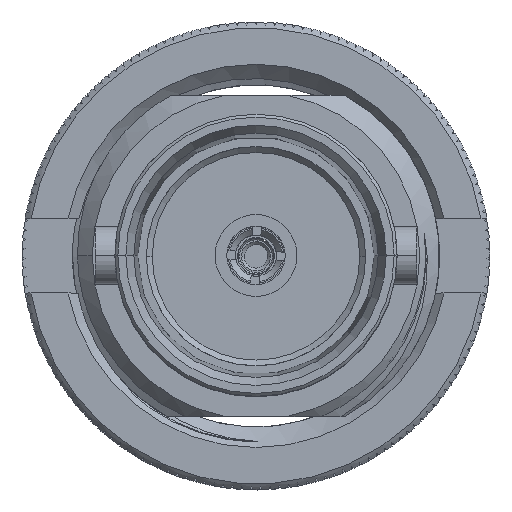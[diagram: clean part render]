
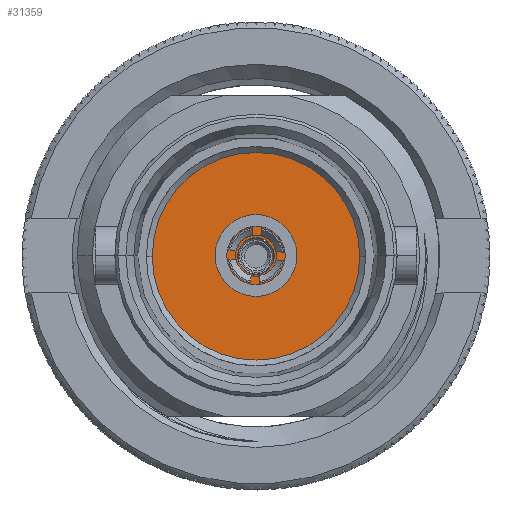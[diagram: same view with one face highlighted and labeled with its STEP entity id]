
A CAD part, top view. The second image highlights one B-rep face of the part: STEP entity #31359.
In plain terms, the highlighted planar face has unit normal (0, 0, -1).
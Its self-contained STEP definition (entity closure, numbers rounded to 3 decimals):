
#2639 = DIRECTION ( 'NONE',  ( -1., 0., 0. ) ) ;
#3397 = DIRECTION ( 'NONE',  ( -1., 0., 0. ) ) ;
#4757 = VERTEX_POINT ( 'NONE', #25358 ) ;
#4904 = CIRCLE ( 'NONE', #8985, 3.55 ) ;
#5055 = CARTESIAN_POINT ( 'NONE',  ( 0., 0., 0. ) ) ;
#5135 = CARTESIAN_POINT ( 'NONE',  ( 0., 0., 0. ) ) ;
#6048 = VERTEX_POINT ( 'NONE', #6771 ) ;
#6121 = VERTEX_POINT ( 'NONE', #13460 ) ;
#6173 = ORIENTED_EDGE ( 'NONE', *, *, #26066, .T. ) ;
#6771 = CARTESIAN_POINT ( 'NONE',  ( 3.55, 0., 0. ) ) ;
#8381 = AXIS2_PLACEMENT_3D ( 'NONE', #5055, #14888, #2639 ) ;
#8985 = AXIS2_PLACEMENT_3D ( 'NONE', #29979, #25265, #22539 ) ;
#11764 = DIRECTION ( 'NONE',  ( 0., 0., -1. ) ) ;
#13460 = CARTESIAN_POINT ( 'NONE',  ( -0.625, 0., 0. ) ) ;
#14509 = ORIENTED_EDGE ( 'NONE', *, *, #26714, .F. ) ;
#14511 = PLANE ( 'NONE',  #31298 ) ;
#14888 = DIRECTION ( 'NONE',  ( 0., 0., -1. ) ) ;
#15027 = EDGE_LOOP ( 'NONE', ( #14509, #23017 ) ) ;
#17571 = DIRECTION ( 'NONE',  ( -1., 0., 0. ) ) ;
#18884 = CARTESIAN_POINT ( 'NONE',  ( 0., 0., 0. ) ) ;
#19217 = DIRECTION ( 'NONE',  ( -1., 0., 0. ) ) ;
#19357 = AXIS2_PLACEMENT_3D ( 'NONE', #5135, #29394, #17571 ) ;
#19991 = VERTEX_POINT ( 'NONE', #25489 ) ;
#20750 = EDGE_CURVE ( 'NONE', #19991, #6048, #26579, .T. ) ;
#21966 = CARTESIAN_POINT ( 'NONE',  ( 0., 3.75, 0. ) ) ;
#22334 = CIRCLE ( 'NONE', #8381, 0.625 ) ;
#22539 = DIRECTION ( 'NONE',  ( -1., 0., 0. ) ) ;
#23017 = ORIENTED_EDGE ( 'NONE', *, *, #23775, .F. ) ;
#23462 = CIRCLE ( 'NONE', #19357, 0.625 ) ;
#23775 = EDGE_CURVE ( 'NONE', #4757, #6121, #22334, .T. ) ;
#25265 = DIRECTION ( 'NONE',  ( 0., 0., -1. ) ) ;
#25358 = CARTESIAN_POINT ( 'NONE',  ( 0.625, 0., 0. ) ) ;
#25489 = CARTESIAN_POINT ( 'NONE',  ( -3.55, 0., 0. ) ) ;
#26066 = EDGE_CURVE ( 'NONE', #6048, #19991, #4904, .T. ) ;
#26579 = CIRCLE ( 'NONE', #29699, 3.55 ) ;
#26714 = EDGE_CURVE ( 'NONE', #6121, #4757, #23462, .T. ) ;
#27658 = EDGE_LOOP ( 'NONE', ( #6173, #29889 ) ) ;
#28749 = DIRECTION ( 'NONE',  ( 0., 0., -1. ) ) ;
#29394 = DIRECTION ( 'NONE',  ( 0., 0., -1. ) ) ;
#29699 = AXIS2_PLACEMENT_3D ( 'NONE', #18884, #28749, #3397 ) ;
#29889 = ORIENTED_EDGE ( 'NONE', *, *, #20750, .T. ) ;
#29979 = CARTESIAN_POINT ( 'NONE',  ( 0., 0., 0. ) ) ;
#31171 = FACE_OUTER_BOUND ( 'NONE', #27658, .T. ) ;
#31298 = AXIS2_PLACEMENT_3D ( 'NONE', #21966, #11764, #19217 ) ;
#31359 = ADVANCED_FACE ( 'NONE', ( #31171, #31640 ), #14511, .T. ) ;
#31640 = FACE_BOUND ( 'NONE', #15027, .T. ) ;
